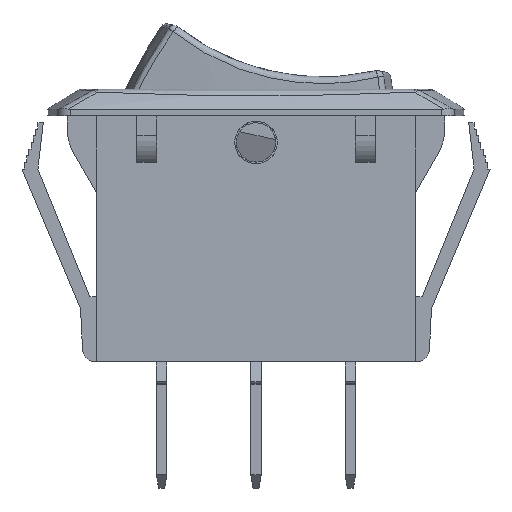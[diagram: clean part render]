
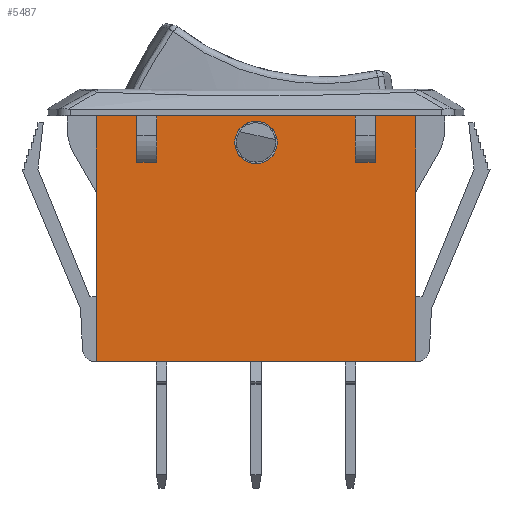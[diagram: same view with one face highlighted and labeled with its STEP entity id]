
A CAD part, left-side view. The second image highlights one B-rep face of the part: STEP entity #5487.
In plain terms, the highlighted planar face has unit normal (-1, 0, 0).
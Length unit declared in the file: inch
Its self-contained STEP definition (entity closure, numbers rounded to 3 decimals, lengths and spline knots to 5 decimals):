
#83=FACE_BOUND('',#761,.T.);
#206=PLANE('',#5861);
#453=FACE_OUTER_BOUND('',#760,.T.);
#760=EDGE_LOOP('',(#4127,#4128,#4129,#4130,#4131,#4132,#4133,#4134,#4135,
#4136,#4137,#4138,#4139,#4140));
#761=EDGE_LOOP('',(#4141));
#1037=LINE('',#7686,#1640);
#1138=LINE('',#8396,#1741);
#1142=LINE('',#8404,#1745);
#1146=LINE('',#8412,#1749);
#1180=LINE('',#8512,#1783);
#1190=LINE('',#8535,#1793);
#1192=LINE('',#8542,#1795);
#1208=LINE('',#8579,#1811);
#1209=LINE('',#8582,#1812);
#1210=LINE('',#8585,#1813);
#1211=LINE('',#8587,#1814);
#1212=LINE('',#8588,#1815);
#1213=LINE('',#8589,#1816);
#1214=LINE('',#8590,#1817);
#1640=VECTOR('',#6213,0.3937);
#1741=VECTOR('',#6444,0.3937);
#1745=VECTOR('',#6448,0.3937);
#1749=VECTOR('',#6452,0.3937);
#1783=VECTOR('',#6524,0.3937);
#1793=VECTOR('',#6544,0.3937);
#1795=VECTOR('',#6552,0.3937);
#1811=VECTOR('',#6592,0.3937);
#1812=VECTOR('',#6595,0.3937);
#1813=VECTOR('',#6600,0.3937);
#1814=VECTOR('',#6601,0.3937);
#1815=VECTOR('',#6602,0.3937);
#1816=VECTOR('',#6603,0.3937);
#1817=VECTOR('',#6604,0.3937);
#2270=CIRCLE('',#5862,0.06299);
#2361=VERTEX_POINT('',#7683);
#2362=VERTEX_POINT('',#7685);
#2497=VERTEX_POINT('',#8393);
#2498=VERTEX_POINT('',#8395);
#2501=VERTEX_POINT('',#8401);
#2502=VERTEX_POINT('',#8403);
#2505=VERTEX_POINT('',#8409);
#2506=VERTEX_POINT('',#8411);
#2533=VERTEX_POINT('',#8511);
#2541=VERTEX_POINT('',#8534);
#2543=VERTEX_POINT('',#8540);
#2552=VERTEX_POINT('',#8577);
#2553=VERTEX_POINT('',#8581);
#2554=VERTEX_POINT('',#8586);
#2555=VERTEX_POINT('',#8591);
#2903=EDGE_CURVE('',#2362,#2361,#1037,.T.);
#3074=EDGE_CURVE('',#2498,#2497,#1138,.T.);
#3078=EDGE_CURVE('',#2501,#2502,#1142,.T.);
#3082=EDGE_CURVE('',#2506,#2505,#1146,.T.);
#3122=EDGE_CURVE('',#2506,#2533,#1180,.T.);
#3134=EDGE_CURVE('',#2541,#2502,#1190,.T.);
#3138=EDGE_CURVE('',#2543,#2501,#1192,.T.);
#3158=EDGE_CURVE('',#2543,#2552,#1208,.T.);
#3159=EDGE_CURVE('',#2553,#2541,#1209,.T.);
#3161=EDGE_CURVE('',#2552,#2498,#1210,.T.);
#3162=EDGE_CURVE('',#2497,#2554,#1211,.T.);
#3163=EDGE_CURVE('',#2554,#2362,#1212,.T.);
#3164=EDGE_CURVE('',#2533,#2361,#1213,.T.);
#3165=EDGE_CURVE('',#2505,#2553,#1214,.T.);
#3166=EDGE_CURVE('',#2555,#2555,#2270,.T.);
#4127=ORIENTED_EDGE('',*,*,#3134,.T.);
#4128=ORIENTED_EDGE('',*,*,#3078,.F.);
#4129=ORIENTED_EDGE('',*,*,#3138,.F.);
#4130=ORIENTED_EDGE('',*,*,#3158,.T.);
#4131=ORIENTED_EDGE('',*,*,#3161,.T.);
#4132=ORIENTED_EDGE('',*,*,#3074,.T.);
#4133=ORIENTED_EDGE('',*,*,#3162,.T.);
#4134=ORIENTED_EDGE('',*,*,#3163,.T.);
#4135=ORIENTED_EDGE('',*,*,#2903,.T.);
#4136=ORIENTED_EDGE('',*,*,#3164,.F.);
#4137=ORIENTED_EDGE('',*,*,#3122,.F.);
#4138=ORIENTED_EDGE('',*,*,#3082,.T.);
#4139=ORIENTED_EDGE('',*,*,#3165,.T.);
#4140=ORIENTED_EDGE('',*,*,#3159,.T.);
#4141=ORIENTED_EDGE('',*,*,#3166,.T.);
#5487=ADVANCED_FACE('',(#453,#83),#206,.T.);
#5861=AXIS2_PLACEMENT_3D('',#8584,#6598,#6599);
#5862=AXIS2_PLACEMENT_3D('',#8592,#6605,#6606);
#6213=DIRECTION('',(0.,-1.,0.));
#6444=DIRECTION('',(0.,1.,0.));
#6448=DIRECTION('',(0.,-1.,0.));
#6452=DIRECTION('',(0.,1.,0.));
#6524=DIRECTION('',(0.,0.,-1.));
#6544=DIRECTION('',(0.,0.,1.));
#6552=DIRECTION('',(0.,0.,1.));
#6592=DIRECTION('',(0.,1.,0.));
#6595=DIRECTION('',(0.,1.,0.));
#6598=DIRECTION('center_axis',(-1.,0.,0.));
#6599=DIRECTION('ref_axis',(0.,0.,1.));
#6600=DIRECTION('',(0.,0.,1.));
#6601=DIRECTION('',(0.,0.,-1.));
#6602=DIRECTION('',(0.,0.,-1.));
#6603=DIRECTION('',(0.,0.,-1.));
#6604=DIRECTION('',(0.,0.,-1.));
#6605=DIRECTION('center_axis',(1.,0.,0.));
#6606=DIRECTION('ref_axis',(0.,-1.,0.));
#7683=CARTESIAN_POINT('',(-0.23425,-0.47244,-0.72835));
#7685=CARTESIAN_POINT('',(-0.23425,0.47244,-0.72835));
#7686=CARTESIAN_POINT('',(-0.23425,-0.47244,-0.72835));
#8393=CARTESIAN_POINT('',(-0.23425,0.47244,0.));
#8395=CARTESIAN_POINT('',(-0.23425,0.35335,0.));
#8396=CARTESIAN_POINT('',(-0.23425,-0.47244,0.));
#8401=CARTESIAN_POINT('',(-0.23425,0.29429,0.));
#8403=CARTESIAN_POINT('',(-0.23425,-0.29429,0.));
#8404=CARTESIAN_POINT('',(-0.23425,0.14715,0.));
#8409=CARTESIAN_POINT('',(-0.23425,-0.35335,0.));
#8411=CARTESIAN_POINT('',(-0.23425,-0.47244,0.));
#8412=CARTESIAN_POINT('',(-0.23425,-0.47244,0.));
#8511=CARTESIAN_POINT('',(-0.23425,-0.47244,-0.53543));
#8512=CARTESIAN_POINT('',(-0.23425,-0.47244,0.));
#8534=CARTESIAN_POINT('',(-0.23425,-0.29429,-0.1378));
#8535=CARTESIAN_POINT('',(-0.23425,-0.29429,-0.72835));
#8540=CARTESIAN_POINT('',(-0.23425,0.29429,-0.1378));
#8542=CARTESIAN_POINT('',(-0.23425,0.29429,-0.72835));
#8577=CARTESIAN_POINT('',(-0.23425,0.35335,-0.1378));
#8579=CARTESIAN_POINT('',(-0.23425,0.,-0.1378));
#8581=CARTESIAN_POINT('',(-0.23425,-0.35335,-0.1378));
#8582=CARTESIAN_POINT('',(-0.23425,0.,-0.1378));
#8584=CARTESIAN_POINT('Origin',(-0.23425,0.47244,0.));
#8585=CARTESIAN_POINT('',(-0.23425,0.35335,-0.03137));
#8586=CARTESIAN_POINT('',(-0.23425,0.47244,-0.53543));
#8587=CARTESIAN_POINT('',(-0.23425,0.47244,0.));
#8588=CARTESIAN_POINT('',(-0.23425,0.47244,0.));
#8589=CARTESIAN_POINT('',(-0.23425,-0.47244,0.));
#8590=CARTESIAN_POINT('',(-0.23425,-0.35335,-0.03137));
#8591=CARTESIAN_POINT('',(-0.23425,0.06299,-0.07874));
#8592=CARTESIAN_POINT('Origin',(-0.23425,0.,-0.07874));
